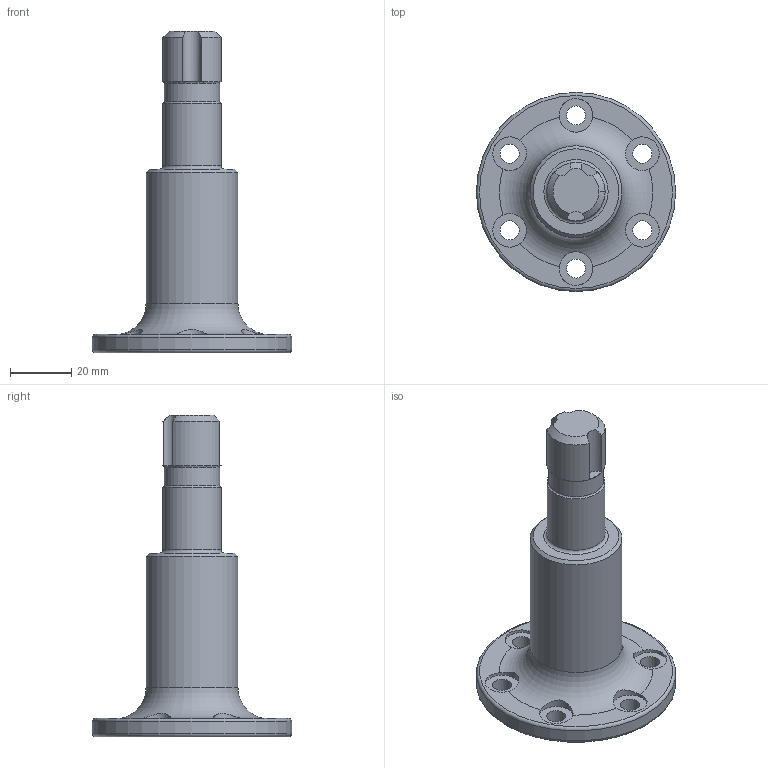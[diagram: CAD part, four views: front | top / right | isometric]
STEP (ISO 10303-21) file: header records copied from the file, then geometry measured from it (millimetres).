
FILE_DESCRIPTION(('FreeCAD Model'),'2;1');
FILE_NAME('Nabe105mm.step','2020-01-11T10:55:40',('Author'),(''), 'Open CASCADE STEP processor 7.3','FreeCAD','Unknown');
FILE_SCHEMA(('AUTOMOTIVE_DESIGN { 1 0 10303 214 1 1 1 1 }'));
Length unit declared in the file: millimetre
Products named in the file (1): Pocket002
Bounding box: 65 x 65 x 105 mm (x, y, z)
Volume: 56665.9 mm3; surface area: 18227.8 mm2
Topology: 1 solids, 1 shells, 50 faces, 121 edges, 76 vertices
Faces by surface type: cylinder 23, plane 14, cone 6, torus 6, revolution 1
Full cylindrical faces by diameter (mm): 6.2 x6, 11 x6, 18 x1, 19 x1, 20 x1, 30 x1, 65 x1
Entity records: 6357 total; most frequent: CARTESIAN_POINT 3960, DIRECTION 450, ORIENTED_EDGE 242, PCURVE 242, DEFINITIONAL_REPRESENTATION 242, LINE 167, VECTOR 167, AXIS2_PLACEMENT_3D 131
